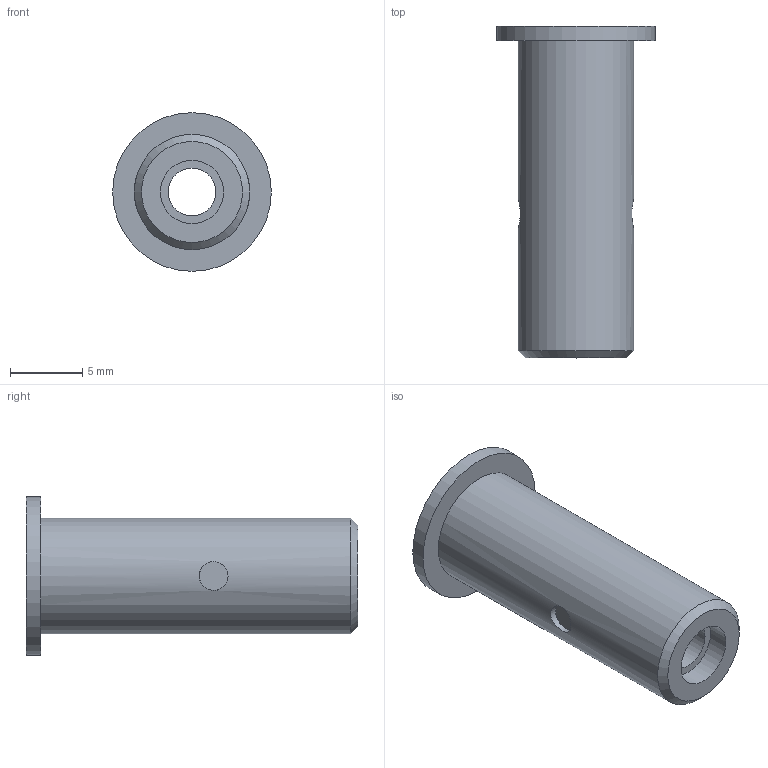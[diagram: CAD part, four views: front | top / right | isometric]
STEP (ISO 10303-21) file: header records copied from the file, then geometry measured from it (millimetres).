
FILE_DESCRIPTION(/* description */ (''),/* implementation_level */ '2;1');
FILE_NAME(/* name */ 'damper_insert-R1.stp',/* time_stamp */ '2023-07-03T09:55:01+02:00',/* author */ ('borek.rajtora'),/* organization */ (''),/* preprocessor_version */ 'ST-DEVELOPER v19',/* originating_system */ 'Autodesk Inventor 2023',/* authorisation */ '');
FILE_SCHEMA (('AUTOMOTIVE_DESIGN { 1 0 10303 214 3 1 1 }'));
Length unit declared in the file: millimetre
Products named in the file (1): printer_holder
Bounding box: 11 x 23 x 11 mm (x, y, z)
Volume: 895.7 mm3; surface area: 1042.8 mm2
Topology: 1 solids, 1 shells, 26 faces, 58 edges, 37 vertices
Faces by surface type: plane 18, cylinder 7, cone 1
Full cylindrical faces by diameter (mm): 2 x2, 3.3 x1, 4.4 x1, 6 x1, 8 x1, 11 x1
Entity records: 832 total; most frequent: CARTESIAN_POINT 192, DIRECTION 129, ORIENTED_EDGE 116, EDGE_CURVE 58, AXIS2_PLACEMENT_3D 48, VERTEX_POINT 37, LINE 33, VECTOR 33
